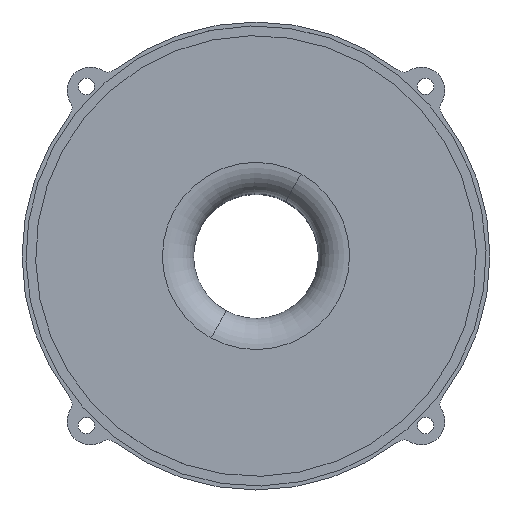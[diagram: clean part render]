
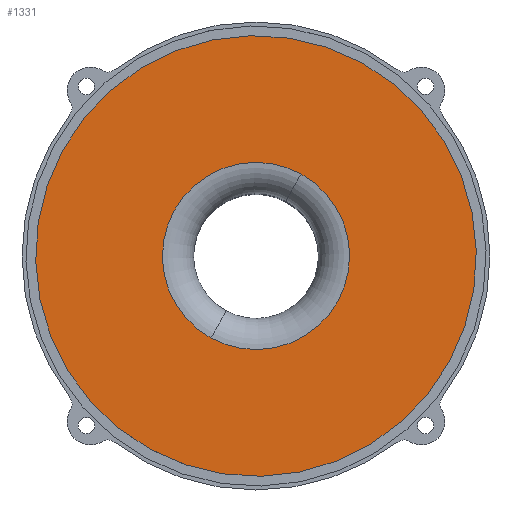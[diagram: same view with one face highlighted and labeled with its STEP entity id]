
A CAD part, top view. The second image highlights one B-rep face of the part: STEP entity #1331.
In plain terms, the highlighted planar face has unit normal (0, 0, 1).
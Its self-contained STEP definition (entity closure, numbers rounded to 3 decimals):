
#1270=CARTESIAN_POINT('Vertex',(27.088,49.583,-24.)) ;
#1273=CARTESIAN_POINT('Axis2P3D Location',(0.,0.,-24.)) ;
#1277=CARTESIAN_POINT('Vertex',(-27.088,-49.583,-24.)) ;
#1292=CARTESIAN_POINT('Axis2P3D Location',(0.,0.,-24.)) ;
#1304=CARTESIAN_POINT('Axis2P3D Location',(0.,56.5,-24.)) ;
#1313=CARTESIAN_POINT('Axis2P3D Location',(0.,0.,-24.)) ;
#1317=CARTESIAN_POINT('Vertex',(-11.506,-21.062,-24.)) ;
#1319=CARTESIAN_POINT('Vertex',(11.506,21.062,-24.)) ;
#1322=CARTESIAN_POINT('Axis2P3D Location',(0.,0.,-24.)) ;
#1274=DIRECTION('Axis2P3D Direction',(0.,0.,-1.)) ;
#1293=DIRECTION('Axis2P3D Direction',(0.,0.,-1.)) ;
#1305=DIRECTION('Axis2P3D Direction',(0.,0.,-1.)) ;
#1306=DIRECTION('Axis2P3D XDirection',(1.,0.,0.)) ;
#1314=DIRECTION('Axis2P3D Direction',(0.,0.,-1.)) ;
#1323=DIRECTION('Axis2P3D Direction',(0.,0.,-1.)) ;
#1275=AXIS2_PLACEMENT_3D('Circle Axis2P3D',#1273,#1274,$) ;
#1294=AXIS2_PLACEMENT_3D('Circle Axis2P3D',#1292,#1293,$) ;
#1307=AXIS2_PLACEMENT_3D('Plane Axis2P3D',#1304,#1305,#1306) ;
#1315=AXIS2_PLACEMENT_3D('Circle Axis2P3D',#1313,#1314,$) ;
#1324=AXIS2_PLACEMENT_3D('Circle Axis2P3D',#1322,#1323,$) ;
#1310=ORIENTED_EDGE('',*,*,#1279,.F.) ;
#1311=ORIENTED_EDGE('',*,*,#1296,.F.) ;
#1328=ORIENTED_EDGE('',*,*,#1321,.T.) ;
#1329=ORIENTED_EDGE('',*,*,#1326,.T.) ;
#1330=FACE_BOUND('',#1327,.T.) ;
#1331=ADVANCED_FACE('Hauptk\X2\00F6\X0\rper',(#1312,#1330),#1308,.F.) ;
#1276=CIRCLE('generated circle',#1275,56.5) ;
#1295=CIRCLE('generated circle',#1294,56.5) ;
#1316=CIRCLE('generated circle',#1315,24.) ;
#1325=CIRCLE('generated circle',#1324,24.) ;
#1279=EDGE_CURVE('',#1271,#1278,#1276,.T.) ;
#1296=EDGE_CURVE('',#1278,#1271,#1295,.T.) ;
#1321=EDGE_CURVE('',#1318,#1320,#1316,.T.) ;
#1326=EDGE_CURVE('',#1320,#1318,#1325,.T.) ;
#1309=EDGE_LOOP('',(#1310,#1311)) ;
#1327=EDGE_LOOP('',(#1328,#1329)) ;
#1312=FACE_OUTER_BOUND('',#1309,.T.) ;
#1308=PLANE('',#1307) ;
#1271=VERTEX_POINT('',#1270) ;
#1278=VERTEX_POINT('',#1277) ;
#1318=VERTEX_POINT('',#1317) ;
#1320=VERTEX_POINT('',#1319) ;
